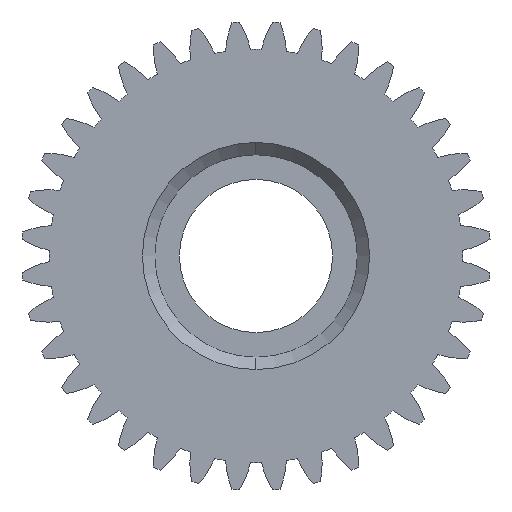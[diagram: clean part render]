
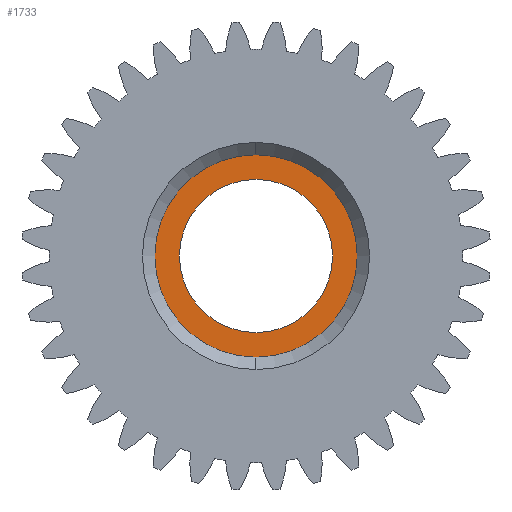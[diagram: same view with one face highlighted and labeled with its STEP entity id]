
A CAD part, front view. The second image highlights one B-rep face of the part: STEP entity #1733.
In plain terms, the highlighted planar face has unit normal (0, -1, 0).
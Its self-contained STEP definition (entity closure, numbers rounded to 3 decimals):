
#250 = CIRCLE ( 'NONE', #1396, 6.2 ) ;
#424 = DIRECTION ( 'NONE',  ( 0., 1., 0. ) ) ;
#645 = FACE_OUTER_BOUND ( 'NONE', #4940, .T. ) ;
#757 = ORIENTED_EDGE ( 'NONE', *, *, #1751, .T. ) ;
#815 = DIRECTION ( 'NONE',  ( 0., 0., 1. ) ) ;
#857 = EDGE_CURVE ( 'NONE', #3123, #4197, #250, .T. ) ;
#969 = ORIENTED_EDGE ( 'NONE', *, *, #857, .T. ) ;
#1009 = CARTESIAN_POINT ( 'NONE',  ( 0., 5., 0. ) ) ;
#1086 = ORIENTED_EDGE ( 'NONE', *, *, #4713, .T. ) ;
#1110 = DIRECTION ( 'NONE',  ( 0., 1., 0. ) ) ;
#1295 = CARTESIAN_POINT ( 'NONE',  ( 0., 5., 8.2 ) ) ;
#1378 = EDGE_LOOP ( 'NONE', ( #969, #5247 ) ) ;
#1396 = AXIS2_PLACEMENT_3D ( 'NONE', #1009, #3895, #4775 ) ;
#1508 = AXIS2_PLACEMENT_3D ( 'NONE', #1564, #1541, #4612 ) ;
#1541 = DIRECTION ( 'NONE',  ( 0., -1., 0. ) ) ;
#1564 = CARTESIAN_POINT ( 'NONE',  ( 0., 5., 0. ) ) ;
#1733 = ADVANCED_FACE ( 'NONE', ( #3120, #645 ), #3555, .F. ) ;
#1751 = EDGE_CURVE ( 'NONE', #4593, #2088, #3451, .T. ) ;
#1758 = AXIS2_PLACEMENT_3D ( 'NONE', #1919, #3173, #2703 ) ;
#1919 = CARTESIAN_POINT ( 'NONE',  ( 0., 5., 0. ) ) ;
#2088 = VERTEX_POINT ( 'NONE', #1295 ) ;
#2338 = CARTESIAN_POINT ( 'NONE',  ( 0., 5., 0. ) ) ;
#2519 = CIRCLE ( 'NONE', #4010, 6.2 ) ;
#2703 = DIRECTION ( 'NONE',  ( 0., 0., 1. ) ) ;
#2720 = CARTESIAN_POINT ( 'NONE',  ( 0., 5., -8.2 ) ) ;
#3120 = FACE_BOUND ( 'NONE', #1378, .T. ) ;
#3123 = VERTEX_POINT ( 'NONE', #4589 ) ;
#3173 = DIRECTION ( 'NONE',  ( 0., -1., 0. ) ) ;
#3198 = CARTESIAN_POINT ( 'NONE',  ( 0., 5., -6.2 ) ) ;
#3451 = CIRCLE ( 'NONE', #1758, 8.2 ) ;
#3555 = PLANE ( 'NONE',  #4324 ) ;
#3895 = DIRECTION ( 'NONE',  ( 0., 1., 0. ) ) ;
#4010 = AXIS2_PLACEMENT_3D ( 'NONE', #4604, #424, #815 ) ;
#4197 = VERTEX_POINT ( 'NONE', #3198 ) ;
#4324 = AXIS2_PLACEMENT_3D ( 'NONE', #2338, #1110, #4876 ) ;
#4427 = CIRCLE ( 'NONE', #1508, 8.2 ) ;
#4589 = CARTESIAN_POINT ( 'NONE',  ( 0., 5., 6.2 ) ) ;
#4593 = VERTEX_POINT ( 'NONE', #2720 ) ;
#4604 = CARTESIAN_POINT ( 'NONE',  ( 0., 5., 0. ) ) ;
#4612 = DIRECTION ( 'NONE',  ( 0., 0., 1. ) ) ;
#4713 = EDGE_CURVE ( 'NONE', #2088, #4593, #4427, .T. ) ;
#4775 = DIRECTION ( 'NONE',  ( 0., 0., 1. ) ) ;
#4876 = DIRECTION ( 'NONE',  ( 0., 0., 1. ) ) ;
#4940 = EDGE_LOOP ( 'NONE', ( #1086, #757 ) ) ;
#5247 = ORIENTED_EDGE ( 'NONE', *, *, #5326, .T. ) ;
#5326 = EDGE_CURVE ( 'NONE', #4197, #3123, #2519, .T. ) ;
